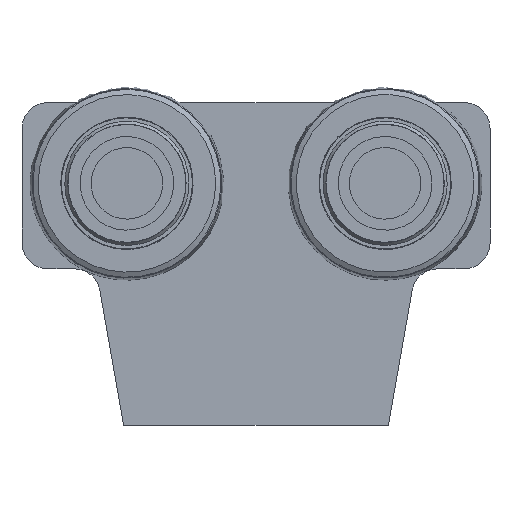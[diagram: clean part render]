
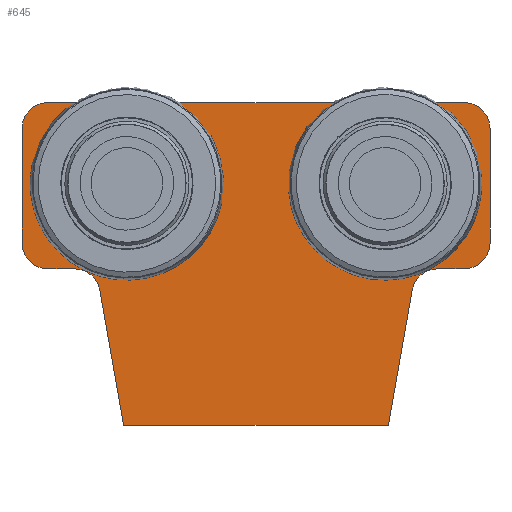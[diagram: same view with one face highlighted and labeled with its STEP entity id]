
A CAD part, front view. The second image highlights one B-rep face of the part: STEP entity #645.
In plain terms, the highlighted face is planar.
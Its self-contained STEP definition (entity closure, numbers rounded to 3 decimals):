
#645=ADVANCED_FACE('',(#1072,#1073,#1074),#1075,.T.);
#1072=FACE_OUTER_BOUND('',#1437,.T.);
#1073=FACE_BOUND('',#1438,.T.);
#1074=FACE_BOUND('',#1439,.T.);
#1075=PLANE('',#1440);
#1437=EDGE_LOOP('',(#1880,#1881,#1882,#1883,#1884,#1885,#1886,#1887,#1888,#1889,#1890,#1891,#1892,#1893));
#1438=EDGE_LOOP('',(#1894));
#1439=EDGE_LOOP('',(#1895));
#1440=AXIS2_PLACEMENT_3D('',#1896,#1897,#1898);
#1880=ORIENTED_EDGE('',*,*,#2158,.T.);
#1881=ORIENTED_EDGE('',*,*,#2194,.T.);
#1882=ORIENTED_EDGE('',*,*,#2272,.T.);
#1883=ORIENTED_EDGE('',*,*,#2246,.T.);
#1884=ORIENTED_EDGE('',*,*,#2230,.T.);
#1885=ORIENTED_EDGE('',*,*,#2273,.T.);
#1886=ORIENTED_EDGE('',*,*,#2169,.T.);
#1887=ORIENTED_EDGE('',*,*,#2274,.T.);
#1888=ORIENTED_EDGE('',*,*,#2275,.T.);
#1889=ORIENTED_EDGE('',*,*,#2161,.T.);
#1890=ORIENTED_EDGE('',*,*,#2276,.T.);
#1891=ORIENTED_EDGE('',*,*,#2203,.T.);
#1892=ORIENTED_EDGE('',*,*,#2198,.T.);
#1893=ORIENTED_EDGE('',*,*,#2221,.T.);
#1894=ORIENTED_EDGE('',*,*,#2166,.F.);
#1895=ORIENTED_EDGE('',*,*,#2277,.F.);
#1896=CARTESIAN_POINT('',(-72.5,-51.5,6.));
#1897=DIRECTION('',(0.,0.,1.));
#1898=DIRECTION('',(1.,0.,0.));
#2158=EDGE_CURVE('',#2363,#2361,#2364,.T.);
#2161=EDGE_CURVE('',#2367,#2368,#2369,.T.);
#2166=EDGE_CURVE('',#2376,#2376,#2377,.T.);
#2169=EDGE_CURVE('',#2381,#2382,#2383,.T.);
#2194=EDGE_CURVE('',#2361,#2423,#2424,.T.);
#2198=EDGE_CURVE('',#2429,#2430,#2431,.T.);
#2203=EDGE_CURVE('',#2438,#2429,#2439,.T.);
#2221=EDGE_CURVE('',#2430,#2363,#2467,.T.);
#2230=EDGE_CURVE('',#2480,#2481,#2482,.T.);
#2246=EDGE_CURVE('',#2506,#2480,#2507,.T.);
#2272=EDGE_CURVE('',#2423,#2506,#2544,.T.);
#2273=EDGE_CURVE('',#2481,#2381,#2545,.T.);
#2274=EDGE_CURVE('',#2382,#2546,#2547,.T.);
#2275=EDGE_CURVE('',#2546,#2367,#2548,.T.);
#2276=EDGE_CURVE('',#2368,#2438,#2549,.T.);
#2277=EDGE_CURVE('',#2550,#2550,#2551,.T.);
#2361=VERTEX_POINT('',#2646);
#2363=VERTEX_POINT('',#2649);
#2364=LINE('',#2650,#2651);
#2367=VERTEX_POINT('',#2655);
#2368=VERTEX_POINT('',#2656);
#2369=CIRCLE('',#2657,8.);
#2376=VERTEX_POINT('',#2666);
#2377=CIRCLE('',#2667,8.6);
#2381=VERTEX_POINT('',#2671);
#2382=VERTEX_POINT('',#2672);
#2383=LINE('',#2673,#2674);
#2423=VERTEX_POINT('',#2717);
#2424=CIRCLE('',#2718,8.);
#2429=VERTEX_POINT('',#2724);
#2430=VERTEX_POINT('',#2725);
#2431=LINE('',#2726,#2727);
#2438=VERTEX_POINT('',#2737);
#2439=CIRCLE('',#2738,8.);
#2467=CIRCLE('',#2767,8.);
#2480=VERTEX_POINT('',#2780);
#2481=VERTEX_POINT('',#2781);
#2482=LINE('',#2782,#2783);
#2506=VERTEX_POINT('',#2810);
#2507=CIRCLE('',#2811,8.);
#2544=LINE('',#2853,#2854);
#2545=CIRCLE('',#2855,8.);
#2546=VERTEX_POINT('',#2856);
#2547=LINE('',#2857,#2858);
#2548=LINE('',#2859,#2860);
#2549=LINE('',#2861,#2862);
#2550=VERTEX_POINT('',#2863);
#2551=CIRCLE('',#2864,8.6);
#2646=CARTESIAN_POINT('',(-64.5,0.,6.));
#2649=CARTESIAN_POINT('',(64.5,0.,6.));
#2650=CARTESIAN_POINT('',(72.5,0.,6.));
#2651=VECTOR('',#2963,1.);
#2655=CARTESIAN_POINT('',(48.386,-58.111,6.));
#2656=CARTESIAN_POINT('',(56.265,-51.5,6.));
#2657=AXIS2_PLACEMENT_3D('',#2965,#2966,#2967);
#2666=CARTESIAN_POINT('',(-31.4,-25.,6.));
#2667=AXIS2_PLACEMENT_3D('',#2973,#2974,#2975);
#2671=CARTESIAN_POINT('',(-48.386,-58.111,6.));
#2672=CARTESIAN_POINT('',(-41.,-100.,6.));
#2673=CARTESIAN_POINT('',(-49.552,-51.5,6.));
#2674=VECTOR('',#2979,1.);
#2717=CARTESIAN_POINT('',(-72.5,-8.,6.));
#2718=AXIS2_PLACEMENT_3D('',#3022,#3023,#3024);
#2724=CARTESIAN_POINT('',(72.5,-43.5,6.));
#2725=CARTESIAN_POINT('',(72.5,-8.,6.));
#2726=CARTESIAN_POINT('',(72.5,0.,6.));
#2727=VECTOR('',#3029,1.);
#2737=CARTESIAN_POINT('',(64.5,-51.5,6.));
#2738=AXIS2_PLACEMENT_3D('',#3033,#3034,#3035);
#2767=AXIS2_PLACEMENT_3D('',#3067,#3068,#3069);
#2780=CARTESIAN_POINT('',(-64.5,-51.5,6.));
#2781=CARTESIAN_POINT('',(-56.265,-51.5,6.));
#2782=CARTESIAN_POINT('',(-72.5,-51.5,6.));
#2783=VECTOR('',#3085,1.);
#2810=CARTESIAN_POINT('',(-72.5,-43.5,6.));
#2811=AXIS2_PLACEMENT_3D('',#3107,#3108,#3109);
#2853=CARTESIAN_POINT('',(-72.5,0.,6.));
#2854=VECTOR('',#3148,1.);
#2855=AXIS2_PLACEMENT_3D('',#3149,#3150,#3151);
#2856=CARTESIAN_POINT('',(41.,-100.,6.));
#2857=CARTESIAN_POINT('',(-41.,-100.,6.));
#2858=VECTOR('',#3152,1.);
#2859=CARTESIAN_POINT('',(49.552,-51.5,6.));
#2860=VECTOR('',#3153,1.);
#2861=CARTESIAN_POINT('',(72.5,-51.5,6.));
#2862=VECTOR('',#3154,1.);
#2863=CARTESIAN_POINT('',(31.4,-25.,6.));
#2864=AXIS2_PLACEMENT_3D('',#3155,#3156,#3157);
#2963=DIRECTION('',(-1.,0.,0.));
#2965=CARTESIAN_POINT('',(56.265,-59.5,6.));
#2966=DIRECTION('',(0.,0.,-1.));
#2967=DIRECTION('',(1.,0.,0.));
#2973=CARTESIAN_POINT('',(-40.,-25.,6.));
#2974=DIRECTION('',(0.,0.,1.));
#2975=DIRECTION('',(1.,0.,0.));
#2979=DIRECTION('',(0.174,-0.985,0.));
#3022=CARTESIAN_POINT('',(-64.5,-8.,6.));
#3023=DIRECTION('',(0.,0.,1.));
#3024=DIRECTION('',(1.,0.,0.));
#3029=DIRECTION('',(0.,1.,0.));
#3033=CARTESIAN_POINT('',(64.5,-43.5,6.));
#3034=DIRECTION('',(0.,0.,1.));
#3035=DIRECTION('',(1.,0.,0.));
#3067=CARTESIAN_POINT('',(64.5,-8.,6.));
#3068=DIRECTION('',(0.,0.,1.));
#3069=DIRECTION('',(1.,0.,0.));
#3085=DIRECTION('',(1.,0.,0.));
#3107=CARTESIAN_POINT('',(-64.5,-43.5,6.));
#3108=DIRECTION('',(0.,0.,1.));
#3109=DIRECTION('',(1.,0.,0.));
#3148=DIRECTION('',(0.,-1.,0.));
#3149=CARTESIAN_POINT('',(-56.265,-59.5,6.));
#3150=DIRECTION('',(0.,0.,-1.));
#3151=DIRECTION('',(1.,0.,0.));
#3152=DIRECTION('',(1.,0.,0.));
#3153=DIRECTION('',(0.174,0.985,0.));
#3154=DIRECTION('',(1.,0.,0.));
#3155=CARTESIAN_POINT('',(40.,-25.,6.));
#3156=DIRECTION('',(0.,0.,1.));
#3157=DIRECTION('',(-1.,0.,0.));
